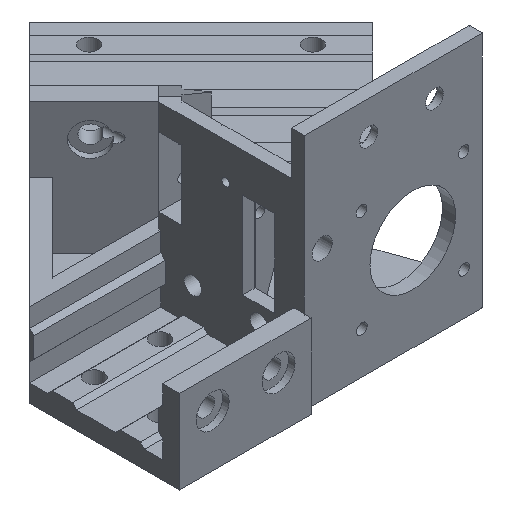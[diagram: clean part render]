
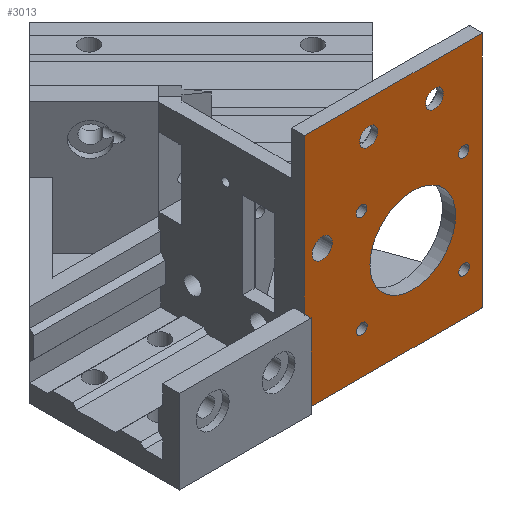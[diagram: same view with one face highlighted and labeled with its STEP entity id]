
A CAD part, isometric view. The second image highlights one B-rep face of the part: STEP entity #3013.
In plain terms, the highlighted planar face has unit normal (0, -1, 0).
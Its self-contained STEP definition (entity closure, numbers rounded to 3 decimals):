
#84=FACE_BOUND('',#565,.T.);
#85=FACE_BOUND('',#566,.T.);
#86=FACE_BOUND('',#567,.T.);
#87=FACE_BOUND('',#568,.T.);
#88=FACE_BOUND('',#569,.T.);
#89=FACE_BOUND('',#570,.T.);
#90=FACE_BOUND('',#571,.T.);
#91=FACE_BOUND('',#572,.T.);
#201=PLANE('',#3279);
#355=FACE_OUTER_BOUND('',#564,.T.);
#564=EDGE_LOOP('',(#2801,#2802,#2803,#2804,#2805));
#565=EDGE_LOOP('',(#2806));
#566=EDGE_LOOP('',(#2807));
#567=EDGE_LOOP('',(#2808));
#568=EDGE_LOOP('',(#2809));
#569=EDGE_LOOP('',(#2810));
#570=EDGE_LOOP('',(#2811));
#571=EDGE_LOOP('',(#2812));
#572=EDGE_LOOP('',(#2813));
#732=LINE('',#4671,#1048);
#870=LINE('',#4951,#1186);
#881=LINE('',#4971,#1197);
#888=LINE('',#4986,#1204);
#889=LINE('',#4988,#1205);
#1048=VECTOR('',#3809,10.);
#1186=VECTOR('',#4053,10.);
#1197=VECTOR('',#4076,10.);
#1204=VECTOR('',#4097,10.);
#1205=VECTOR('',#4100,10.);
#1261=CIRCLE('',#3137,3.05);
#1266=CIRCLE('',#3146,1.6);
#1268=CIRCLE('',#3149,1.6);
#1273=CIRCLE('',#3157,1.6);
#1275=CIRCLE('',#3160,2.7);
#1276=CIRCLE('',#3162,1.6);
#1281=CIRCLE('',#3170,13.);
#1283=CIRCLE('',#3173,2.7);
#1373=VERTEX_POINT('',#4380);
#1378=VERTEX_POINT('',#4397);
#1380=VERTEX_POINT('',#4403);
#1386=VERTEX_POINT('',#4419);
#1388=VERTEX_POINT('',#4425);
#1389=VERTEX_POINT('',#4429);
#1395=VERTEX_POINT('',#4445);
#1397=VERTEX_POINT('',#4451);
#1472=VERTEX_POINT('',#4668);
#1473=VERTEX_POINT('',#4670);
#1561=VERTEX_POINT('',#4948);
#1562=VERTEX_POINT('',#4950);
#1565=VERTEX_POINT('',#4970);
#1678=EDGE_CURVE('',#1373,#1373,#1261,.T.);
#1686=EDGE_CURVE('',#1378,#1378,#1266,.T.);
#1689=EDGE_CURVE('',#1380,#1380,#1268,.T.);
#1697=EDGE_CURVE('',#1386,#1386,#1273,.T.);
#1700=EDGE_CURVE('',#1388,#1388,#1275,.T.);
#1702=EDGE_CURVE('',#1389,#1389,#1276,.T.);
#1710=EDGE_CURVE('',#1395,#1395,#1281,.T.);
#1713=EDGE_CURVE('',#1397,#1397,#1283,.T.);
#1821=EDGE_CURVE('',#1472,#1473,#732,.T.);
#1964=EDGE_CURVE('',#1561,#1562,#870,.T.);
#1975=EDGE_CURVE('',#1473,#1565,#881,.T.);
#1982=EDGE_CURVE('',#1561,#1565,#888,.T.);
#1983=EDGE_CURVE('',#1562,#1472,#889,.T.);
#2801=ORIENTED_EDGE('',*,*,#1964,.F.);
#2802=ORIENTED_EDGE('',*,*,#1982,.T.);
#2803=ORIENTED_EDGE('',*,*,#1975,.F.);
#2804=ORIENTED_EDGE('',*,*,#1821,.F.);
#2805=ORIENTED_EDGE('',*,*,#1983,.F.);
#2806=ORIENTED_EDGE('',*,*,#1678,.T.);
#2807=ORIENTED_EDGE('',*,*,#1686,.T.);
#2808=ORIENTED_EDGE('',*,*,#1689,.T.);
#2809=ORIENTED_EDGE('',*,*,#1697,.T.);
#2810=ORIENTED_EDGE('',*,*,#1700,.T.);
#2811=ORIENTED_EDGE('',*,*,#1702,.T.);
#2812=ORIENTED_EDGE('',*,*,#1710,.T.);
#2813=ORIENTED_EDGE('',*,*,#1713,.T.);
#3013=ADVANCED_FACE('',(#355,#84,#85,#86,#87,#88,#89,#90,#91),#201,.T.);
#3137=AXIS2_PLACEMENT_3D('',#4381,#3543,#3544);
#3146=AXIS2_PLACEMENT_3D('',#4398,#3564,#3565);
#3149=AXIS2_PLACEMENT_3D('',#4404,#3571,#3572);
#3157=AXIS2_PLACEMENT_3D('',#4420,#3589,#3590);
#3160=AXIS2_PLACEMENT_3D('',#4426,#3596,#3597);
#3162=AXIS2_PLACEMENT_3D('',#4430,#3601,#3602);
#3170=AXIS2_PLACEMENT_3D('',#4446,#3619,#3620);
#3173=AXIS2_PLACEMENT_3D('',#4452,#3626,#3627);
#3279=AXIS2_PLACEMENT_3D('',#4987,#4098,#4099);
#3543=DIRECTION('center_axis',(0.,1.,0.));
#3544=DIRECTION('ref_axis',(1.,0.,0.));
#3564=DIRECTION('center_axis',(0.,1.,0.));
#3565=DIRECTION('ref_axis',(1.,0.,0.));
#3571=DIRECTION('center_axis',(0.,1.,0.));
#3572=DIRECTION('ref_axis',(1.,0.,0.));
#3589=DIRECTION('center_axis',(0.,1.,0.));
#3590=DIRECTION('ref_axis',(1.,0.,0.));
#3596=DIRECTION('center_axis',(0.,1.,0.));
#3597=DIRECTION('ref_axis',(1.,0.,0.));
#3601=DIRECTION('center_axis',(0.,1.,0.));
#3602=DIRECTION('ref_axis',(1.,0.,0.));
#3619=DIRECTION('center_axis',(0.,1.,0.));
#3620=DIRECTION('ref_axis',(1.,0.,0.));
#3626=DIRECTION('center_axis',(0.,1.,0.));
#3627=DIRECTION('ref_axis',(1.,0.,0.));
#3809=DIRECTION('',(0.,0.,1.));
#4053=DIRECTION('',(-1.,0.,0.));
#4076=DIRECTION('',(1.,0.,0.));
#4097=DIRECTION('',(0.,0.,1.));
#4098=DIRECTION('center_axis',(0.,-1.,0.));
#4099=DIRECTION('ref_axis',(1.,0.,0.));
#4100=DIRECTION('',(0.,0.,1.));
#4380=CARTESIAN_POINT('',(-28.31,-45.418,39.927));
#4381=CARTESIAN_POINT('Origin',(-25.26,-45.418,39.927));
#4397=CARTESIAN_POINT('',(-14.961,-45.418,43.777));
#4398=CARTESIAN_POINT('Origin',(-13.361,-45.418,43.777));
#4403=CARTESIAN_POINT('',(-14.844,-45.418,12.743));
#4404=CARTESIAN_POINT('Origin',(-13.244,-45.418,12.743));
#4419=CARTESIAN_POINT('',(16.073,-45.418,43.894));
#4420=CARTESIAN_POINT('Origin',(17.673,-45.418,43.894));
#4425=CARTESIAN_POINT('',(-13.859,-45.418,62.205));
#4426=CARTESIAN_POINT('Origin',(-11.159,-45.418,62.205));
#4429=CARTESIAN_POINT('',(16.19,-45.418,12.86));
#4430=CARTESIAN_POINT('Origin',(17.79,-45.418,12.86));
#4445=CARTESIAN_POINT('',(-10.786,-45.418,28.318));
#4446=CARTESIAN_POINT('Origin',(2.214,-45.418,28.318));
#4451=CARTESIAN_POINT('',(6.141,-45.418,62.205));
#4452=CARTESIAN_POINT('Origin',(8.841,-45.418,62.205));
#4668=CARTESIAN_POINT('',(-30.659,-45.418,25.349));
#4670=CARTESIAN_POINT('',(-30.659,-45.418,72.24));
#4671=CARTESIAN_POINT('',(-30.659,-45.418,0.));
#4948=CARTESIAN_POINT('',(23.331,-45.418,0.));
#4950=CARTESIAN_POINT('',(-30.659,-45.418,0.));
#4951=CARTESIAN_POINT('',(23.331,-45.418,0.));
#4970=CARTESIAN_POINT('',(23.331,-45.418,72.24));
#4971=CARTESIAN_POINT('',(23.331,-45.418,72.24));
#4986=CARTESIAN_POINT('',(23.331,-45.418,0.));
#4987=CARTESIAN_POINT('Origin',(-30.659,-45.418,0.));
#4988=CARTESIAN_POINT('',(-30.659,-45.418,0.));
